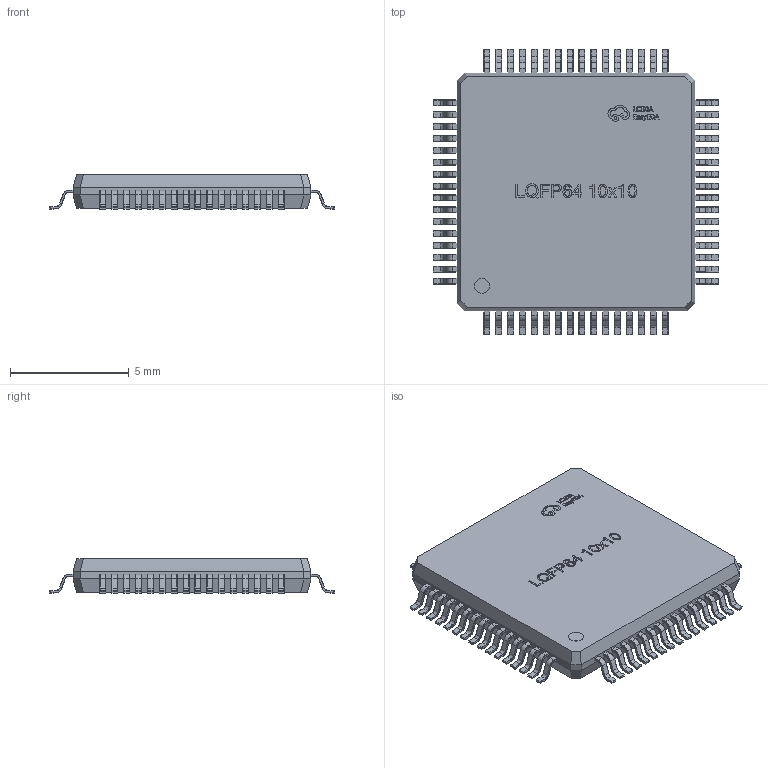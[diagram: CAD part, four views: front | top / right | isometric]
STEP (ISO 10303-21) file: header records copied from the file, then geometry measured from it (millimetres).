
FILE_DESCRIPTION (( 'STEP AP214' ), '1' );
FILE_NAME ('LQFP-64_L10.0-W10.0-H1.4-LS12.0-P0.50.step', '2022-07-09T04:57:31', ( '' ), ( '' ), 'SwSTEP 2.0', 'SolidWorks 2020', '' );
FILE_SCHEMA (( 'AUTOMOTIVE_DESIGN' ));
Length unit declared in the file: millimetre
Products named in the file (1): LQFP-64_L10.0-W10.0-H1.4-LS12.0-P0.50
Bounding box: 12.01 x 12.01 x 1.45 mm (x, y, z)
Volume: 138.8 mm3; surface area: 308.9 mm2
Topology: 65 solids, 65 shells, 3710 faces, 7968 edges, 4304 vertices
Faces by surface type: plane 1438, cylinder 1282, torus 512, sphere 320, bspline 158
Entity records: 141004 total; most frequent: CARTESIAN_POINT 20725, DIRECTION 17702, ORIENTED_EDGE 15424, EDGE_CURVE 7712, AXIS2_PLACEMENT_3D 6757, VECTOR 4188, LINE 4188, VERTEX_POINT 4176
